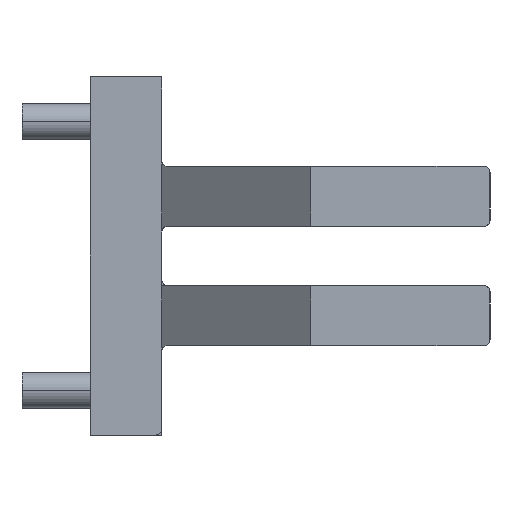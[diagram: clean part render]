
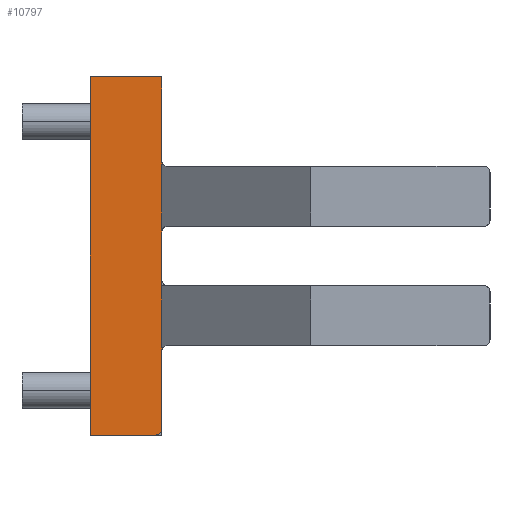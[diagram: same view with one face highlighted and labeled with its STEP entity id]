
A CAD part, left-side view. The second image highlights one B-rep face of the part: STEP entity #10797.
In plain terms, the highlighted planar face has unit normal (-1, 0, 0).
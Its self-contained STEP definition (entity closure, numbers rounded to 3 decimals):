
#10762=AXIS2_PLACEMENT_3D('Plane Axis2P3D',#10759,#10760,#10761) ;
#10780=AXIS2_PLACEMENT_3D('Circle Axis2P3D',#10778,#10779,$) ;
#9532=CARTESIAN_POINT('Vertex',(-258.,10.,122.)) ;
#9535=CARTESIAN_POINT('Line Origine',(-258.,4.,122.)) ;
#9539=CARTESIAN_POINT('Vertex',(-258.,-2.,122.)) ;
#9559=CARTESIAN_POINT('Line Origine',(-258.,10.,92.)) ;
#9563=CARTESIAN_POINT('Vertex',(-258.,10.,62.)) ;
#10323=CARTESIAN_POINT('Line Origine',(-258.,-2.,115.)) ;
#10327=CARTESIAN_POINT('Vertex',(-258.,-2.,108.)) ;
#10476=CARTESIAN_POINT('Line Origine',(-258.,-2.,96.5)) ;
#10480=CARTESIAN_POINT('Vertex',(-258.,-2.,96.)) ;
#10482=CARTESIAN_POINT('Vertex',(-258.,-2.,97.)) ;
#10514=CARTESIAN_POINT('Line Origine',(-258.,-2.,107.5)) ;
#10518=CARTESIAN_POINT('Vertex',(-258.,-2.,107.)) ;
#10521=CARTESIAN_POINT('Line Origine',(-258.,-2.,102.)) ;
#10537=CARTESIAN_POINT('Line Origine',(-258.,-2.,91.5)) ;
#10541=CARTESIAN_POINT('Vertex',(-258.,-2.,87.)) ;
#10646=CARTESIAN_POINT('Line Origine',(-258.,-2.,76.5)) ;
#10650=CARTESIAN_POINT('Vertex',(-258.,-2.,76.)) ;
#10652=CARTESIAN_POINT('Vertex',(-258.,-2.,77.)) ;
#10684=CARTESIAN_POINT('Line Origine',(-258.,-2.,82.)) ;
#10759=CARTESIAN_POINT('Axis2P3D Location',(-258.,10.,122.)) ;
#10764=CARTESIAN_POINT('Line Origine',(-258.,-2.,69.5)) ;
#10768=CARTESIAN_POINT('Vertex',(-258.,-2.,63.)) ;
#10771=CARTESIAN_POINT('Line Origine',(-258.,4.5,62.)) ;
#10775=CARTESIAN_POINT('Vertex',(-258.,-1.,62.)) ;
#10778=CARTESIAN_POINT('Axis2P3D Location',(-258.,-1.,63.)) ;
#9536=DIRECTION('Vector Direction',(0.,-1.,0.)) ;
#9560=DIRECTION('Vector Direction',(0.,0.,-1.)) ;
#10324=DIRECTION('Vector Direction',(0.,0.,-1.)) ;
#10477=DIRECTION('Vector Direction',(0.,0.,1.)) ;
#10515=DIRECTION('Vector Direction',(0.,0.,1.)) ;
#10522=DIRECTION('Vector Direction',(0.,0.,1.)) ;
#10538=DIRECTION('Vector Direction',(0.,0.,-1.)) ;
#10647=DIRECTION('Vector Direction',(0.,0.,1.)) ;
#10685=DIRECTION('Vector Direction',(0.,0.,1.)) ;
#10760=DIRECTION('Axis2P3D Direction',(-1.,0.,0.)) ;
#10761=DIRECTION('Axis2P3D XDirection',(0.,0.,-1.)) ;
#10765=DIRECTION('Vector Direction',(0.,0.,-1.)) ;
#10772=DIRECTION('Vector Direction',(0.,-1.,0.)) ;
#10779=DIRECTION('Axis2P3D Direction',(-1.,0.,0.)) ;
#9537=VECTOR('Line Direction',#9536,1.) ;
#9561=VECTOR('Line Direction',#9560,1.) ;
#10325=VECTOR('Line Direction',#10324,1.) ;
#10478=VECTOR('Line Direction',#10477,1.) ;
#10516=VECTOR('Line Direction',#10515,1.) ;
#10523=VECTOR('Line Direction',#10522,1.) ;
#10539=VECTOR('Line Direction',#10538,1.) ;
#10648=VECTOR('Line Direction',#10647,1.) ;
#10686=VECTOR('Line Direction',#10685,1.) ;
#10766=VECTOR('Line Direction',#10765,1.) ;
#10773=VECTOR('Line Direction',#10772,1.) ;
#10784=ORIENTED_EDGE('',*,*,#10770,.F.) ;
#10785=ORIENTED_EDGE('',*,*,#10654,.T.) ;
#10786=ORIENTED_EDGE('',*,*,#10688,.F.) ;
#10787=ORIENTED_EDGE('',*,*,#10543,.F.) ;
#10788=ORIENTED_EDGE('',*,*,#10484,.T.) ;
#10789=ORIENTED_EDGE('',*,*,#10525,.F.) ;
#10790=ORIENTED_EDGE('',*,*,#10520,.T.) ;
#10791=ORIENTED_EDGE('',*,*,#10329,.F.) ;
#10792=ORIENTED_EDGE('',*,*,#9541,.F.) ;
#10793=ORIENTED_EDGE('',*,*,#9565,.T.) ;
#10794=ORIENTED_EDGE('',*,*,#10777,.T.) ;
#10795=ORIENTED_EDGE('',*,*,#10782,.F.) ;
#10797=ADVANCED_FACE('RB2893003_1PA_001_01_SPREAD_REAR_TERM_MULTI_N1.4\\PartBody',(#10796),#10763,.T.) ;
#10781=CIRCLE('generated circle',#10780,1.) ;
#9541=EDGE_CURVE('',#9533,#9540,#9538,.T.) ;
#9565=EDGE_CURVE('',#9533,#9564,#9562,.T.) ;
#10329=EDGE_CURVE('',#9540,#10328,#10326,.T.) ;
#10484=EDGE_CURVE('',#10481,#10483,#10479,.T.) ;
#10520=EDGE_CURVE('',#10519,#10328,#10517,.T.) ;
#10525=EDGE_CURVE('',#10519,#10483,#10524,.F.) ;
#10543=EDGE_CURVE('',#10481,#10542,#10540,.T.) ;
#10654=EDGE_CURVE('',#10651,#10653,#10649,.T.) ;
#10688=EDGE_CURVE('',#10542,#10653,#10687,.F.) ;
#10770=EDGE_CURVE('',#10651,#10769,#10767,.T.) ;
#10777=EDGE_CURVE('',#9564,#10776,#10774,.T.) ;
#10782=EDGE_CURVE('',#10769,#10776,#10781,.F.) ;
#10783=EDGE_LOOP('',(#10784,#10785,#10786,#10787,#10788,#10789,#10790,#10791,#10792,#10793,#10794,#10795)) ;
#10796=FACE_OUTER_BOUND('',#10783,.T.) ;
#9538=LINE('Line',#9535,#9537) ;
#9562=LINE('Line',#9559,#9561) ;
#10326=LINE('Line',#10323,#10325) ;
#10479=LINE('Line',#10476,#10478) ;
#10517=LINE('Line',#10514,#10516) ;
#10524=LINE('Line',#10521,#10523) ;
#10540=LINE('Line',#10537,#10539) ;
#10649=LINE('Line',#10646,#10648) ;
#10687=LINE('Line',#10684,#10686) ;
#10767=LINE('Line',#10764,#10766) ;
#10774=LINE('Line',#10771,#10773) ;
#10763=PLANE('',#10762) ;
#9533=VERTEX_POINT('',#9532) ;
#9540=VERTEX_POINT('',#9539) ;
#9564=VERTEX_POINT('',#9563) ;
#10328=VERTEX_POINT('',#10327) ;
#10481=VERTEX_POINT('',#10480) ;
#10483=VERTEX_POINT('',#10482) ;
#10519=VERTEX_POINT('',#10518) ;
#10542=VERTEX_POINT('',#10541) ;
#10651=VERTEX_POINT('',#10650) ;
#10653=VERTEX_POINT('',#10652) ;
#10769=VERTEX_POINT('',#10768) ;
#10776=VERTEX_POINT('',#10775) ;
